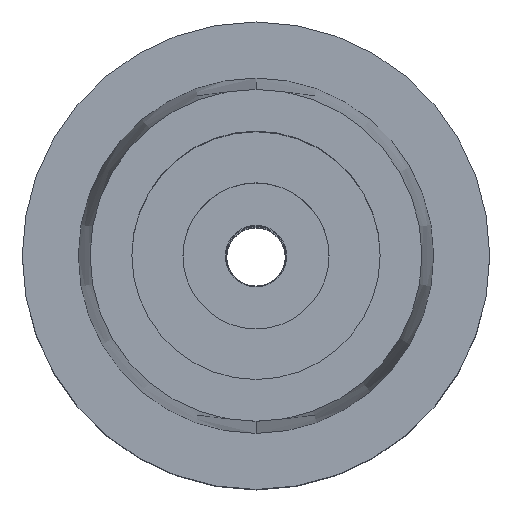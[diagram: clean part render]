
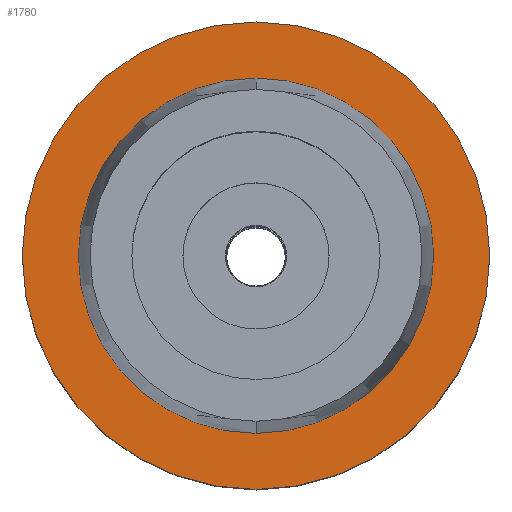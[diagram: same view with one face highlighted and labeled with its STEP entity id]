
A CAD part, top view. The second image highlights one B-rep face of the part: STEP entity #1780.
In plain terms, the highlighted planar face has unit normal (0, 0, 1).
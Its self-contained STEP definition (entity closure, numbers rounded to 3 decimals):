
#837=CARTESIAN_POINT('',(0.,0.,0.));
#838=DIRECTION('',(0.,0.,-1.));
#839=DIRECTION('',(0.,-1.,0.));
#840=AXIS2_PLACEMENT_3D('',#837,#838,#839);
#845=CARTESIAN_POINT('',(0.,0.,0.));
#846=DIRECTION('',(0.,0.,-1.));
#847=DIRECTION('',(0.,1.,0.));
#848=AXIS2_PLACEMENT_3D('',#845,#846,#847);
#853=CARTESIAN_POINT('',(0.,0.,0.));
#854=DIRECTION('',(0.,0.,1.));
#855=DIRECTION('',(0.,-1.,0.));
#856=AXIS2_PLACEMENT_3D('',#853,#854,#855);
#861=CARTESIAN_POINT('',(0.,0.,0.));
#862=DIRECTION('',(0.,0.,1.));
#863=DIRECTION('',(0.,1.,0.));
#864=AXIS2_PLACEMENT_3D('',#861,#862,#863);
#870=CARTESIAN_POINT('',(0.,12.16,0.));
#872=VERTEX_POINT('',#870);
#873=CARTESIAN_POINT('',(0.,-12.16,0.));
#874=VERTEX_POINT('',#873);
#997=CARTESIAN_POINT('',(0.,16.,0.));
#998=VERTEX_POINT('',#997);
#999=CARTESIAN_POINT('',(0.,-16.,0.));
#1000=VERTEX_POINT('',#999);
#1767=CARTESIAN_POINT('',(0.,0.,0.));
#1768=DIRECTION('',(0.,0.,-1.));
#1769=DIRECTION('',(0.,-1.,0.));
#1770=AXIS2_PLACEMENT_3D('',#1767,#1768,#1769);
#1771=PLANE('',#1770);
#1772=ORIENTED_EDGE('',*,*,#1746,.T.);
#1773=ORIENTED_EDGE('',*,*,#1762,.T.);
#1774=EDGE_LOOP('',(#1772,#1773));
#1775=FACE_OUTER_BOUND('',#1774,.F.);
#1776=ORIENTED_EDGE('',*,*,#1008,.T.);
#1777=ORIENTED_EDGE('',*,*,#1026,.T.);
#1778=EDGE_LOOP('',(#1776,#1777));
#1779=FACE_BOUND('',#1778,.F.);
#841=CIRCLE('',#840,16.);
#849=CIRCLE('',#848,16.);
#857=CIRCLE('',#856,12.16);
#865=CIRCLE('',#864,12.16);
#1008=EDGE_CURVE('',#874,#872,#857,.T.);
#1026=EDGE_CURVE('',#872,#874,#865,.T.);
#1746=EDGE_CURVE('',#1000,#998,#841,.T.);
#1762=EDGE_CURVE('',#998,#1000,#849,.T.);
#1780=ADVANCED_FACE('',(#1775,#1779),#1771,.F.);
